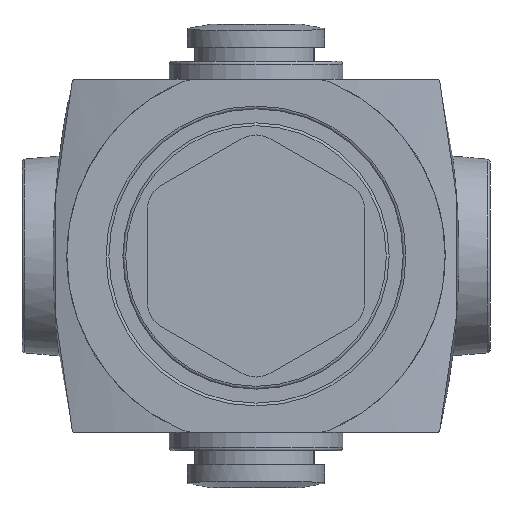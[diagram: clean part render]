
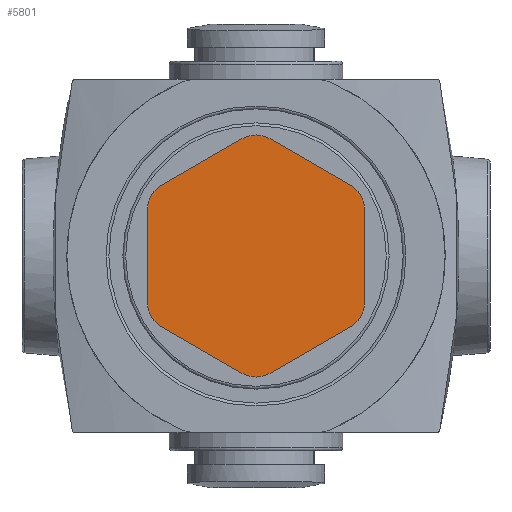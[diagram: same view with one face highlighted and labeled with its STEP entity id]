
A CAD part, front view. The second image highlights one B-rep face of the part: STEP entity #5801.
In plain terms, the highlighted planar face has unit normal (0, -1, 0).
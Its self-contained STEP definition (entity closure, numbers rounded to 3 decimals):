
#230=LINE('',#8803,#500);
#233=LINE('',#8811,#503);
#236=LINE('',#8819,#506);
#239=LINE('',#8827,#509);
#242=LINE('',#8835,#512);
#245=LINE('',#8843,#515);
#500=VECTOR('',#7189,1000.);
#503=VECTOR('',#7198,1000.);
#506=VECTOR('',#7207,1000.);
#509=VECTOR('',#7216,1000.);
#512=VECTOR('',#7225,1000.);
#515=VECTOR('',#7234,1000.);
#751=PLANE('',#6236);
#956=CIRCLE('',#6220,2.);
#957=CIRCLE('',#6223,2.);
#958=CIRCLE('',#6226,2.);
#959=CIRCLE('',#6229,2.);
#960=CIRCLE('',#6232,2.);
#961=CIRCLE('',#6235,2.);
#1826=ORIENTED_EDGE('',*,*,#2528,.F.);
#1827=ORIENTED_EDGE('',*,*,#2550,.F.);
#1828=ORIENTED_EDGE('',*,*,#2548,.F.);
#1829=ORIENTED_EDGE('',*,*,#2546,.F.);
#1830=ORIENTED_EDGE('',*,*,#2544,.F.);
#1831=ORIENTED_EDGE('',*,*,#2542,.F.);
#1832=ORIENTED_EDGE('',*,*,#2540,.F.);
#1833=ORIENTED_EDGE('',*,*,#2538,.F.);
#1834=ORIENTED_EDGE('',*,*,#2536,.F.);
#1835=ORIENTED_EDGE('',*,*,#2534,.F.);
#1836=ORIENTED_EDGE('',*,*,#2532,.F.);
#1837=ORIENTED_EDGE('',*,*,#2530,.F.);
#2528=EDGE_CURVE('',#2974,#2975,#230,.T.);
#2530=EDGE_CURVE('',#2975,#2976,#956,.T.);
#2532=EDGE_CURVE('',#2976,#2977,#233,.T.);
#2534=EDGE_CURVE('',#2977,#2978,#957,.T.);
#2536=EDGE_CURVE('',#2978,#2979,#236,.T.);
#2538=EDGE_CURVE('',#2979,#2980,#958,.T.);
#2540=EDGE_CURVE('',#2980,#2981,#239,.T.);
#2542=EDGE_CURVE('',#2981,#2982,#959,.T.);
#2544=EDGE_CURVE('',#2982,#2983,#242,.T.);
#2546=EDGE_CURVE('',#2983,#2984,#960,.T.);
#2548=EDGE_CURVE('',#2984,#2985,#245,.T.);
#2550=EDGE_CURVE('',#2985,#2974,#961,.T.);
#2974=VERTEX_POINT('',#8802);
#2975=VERTEX_POINT('',#8804);
#2976=VERTEX_POINT('',#8808);
#2977=VERTEX_POINT('',#8812);
#2978=VERTEX_POINT('',#8816);
#2979=VERTEX_POINT('',#8820);
#2980=VERTEX_POINT('',#8824);
#2981=VERTEX_POINT('',#8828);
#2982=VERTEX_POINT('',#8832);
#2983=VERTEX_POINT('',#8836);
#2984=VERTEX_POINT('',#8840);
#2985=VERTEX_POINT('',#8844);
#3370=EDGE_LOOP('',(#1826,#1827,#1828,#1829,#1830,#1831,#1832,#1833,#1834,
#1835,#1836,#1837));
#3712=FACE_BOUND('',#3370,.T.);
#5801=ADVANCED_FACE('',(#3712),#751,.F.);
#6220=AXIS2_PLACEMENT_3D('',#8807,#7193,#7194);
#6223=AXIS2_PLACEMENT_3D('',#8815,#7202,#7203);
#6226=AXIS2_PLACEMENT_3D('',#8823,#7211,#7212);
#6229=AXIS2_PLACEMENT_3D('',#8831,#7220,#7221);
#6232=AXIS2_PLACEMENT_3D('',#8839,#7229,#7230);
#6235=AXIS2_PLACEMENT_3D('',#8847,#7238,#7239);
#6236=AXIS2_PLACEMENT_3D('',#8848,#7240,#7241);
#7189=DIRECTION('',(0.,0.,1.));
#7193=DIRECTION('',(0.,1.,0.));
#7194=DIRECTION('',(1.,0.,0.));
#7198=DIRECTION('',(0.866,0.,0.5));
#7202=DIRECTION('',(0.,1.,0.));
#7203=DIRECTION('',(1.,0.,0.));
#7207=DIRECTION('',(0.866,0.,-0.5));
#7211=DIRECTION('',(0.,1.,0.));
#7212=DIRECTION('',(1.,0.,0.));
#7216=DIRECTION('',(0.,0.,-1.));
#7220=DIRECTION('',(0.,1.,0.));
#7221=DIRECTION('',(1.,0.,0.));
#7225=DIRECTION('',(-0.866,0.,-0.5));
#7229=DIRECTION('',(0.,1.,0.));
#7230=DIRECTION('',(1.,0.,0.));
#7234=DIRECTION('',(-0.866,0.,0.5));
#7238=DIRECTION('',(0.,1.,0.));
#7239=DIRECTION('',(1.,0.,0.));
#7240=DIRECTION('',(0.,1.,0.));
#7241=DIRECTION('',(0.,0.,1.));
#8802=CARTESIAN_POINT('',(-7.75,-14.85,-3.32));
#8803=CARTESIAN_POINT('',(-7.75,-14.85,-3.32));
#8804=CARTESIAN_POINT('',(-7.75,-14.85,3.32));
#8807=CARTESIAN_POINT('',(-5.75,-14.85,3.32));
#8808=CARTESIAN_POINT('',(-6.75,-14.85,5.052));
#8811=CARTESIAN_POINT('',(-6.75,-14.85,5.052));
#8812=CARTESIAN_POINT('',(-1.,-14.85,8.372));
#8815=CARTESIAN_POINT('',(0.,-14.85,6.64));
#8816=CARTESIAN_POINT('',(1.,-14.85,8.372));
#8819=CARTESIAN_POINT('',(1.,-14.85,8.372));
#8820=CARTESIAN_POINT('',(6.75,-14.85,5.052));
#8823=CARTESIAN_POINT('',(5.75,-14.85,3.32));
#8824=CARTESIAN_POINT('',(7.75,-14.85,3.32));
#8827=CARTESIAN_POINT('',(7.75,-14.85,3.32));
#8828=CARTESIAN_POINT('',(7.75,-14.85,-3.32));
#8831=CARTESIAN_POINT('',(5.75,-14.85,-3.32));
#8832=CARTESIAN_POINT('',(6.75,-14.85,-5.052));
#8835=CARTESIAN_POINT('',(6.75,-14.85,-5.052));
#8836=CARTESIAN_POINT('',(1.,-14.85,-8.372));
#8839=CARTESIAN_POINT('',(0.,-14.85,-6.64));
#8840=CARTESIAN_POINT('',(-1.,-14.85,-8.372));
#8843=CARTESIAN_POINT('',(-1.,-14.85,-8.372));
#8844=CARTESIAN_POINT('',(-6.75,-14.85,-5.052));
#8847=CARTESIAN_POINT('',(-5.75,-14.85,-3.32));
#8848=CARTESIAN_POINT('',(-5.75,-14.85,3.32));
